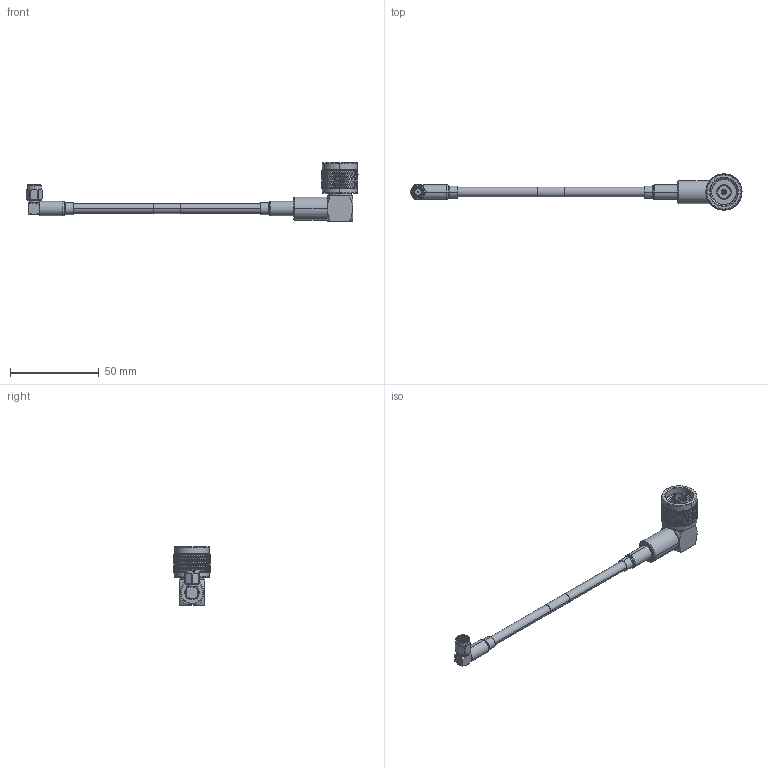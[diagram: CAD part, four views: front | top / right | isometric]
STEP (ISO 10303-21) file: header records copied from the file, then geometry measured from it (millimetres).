
FILE_DESCRIPTION (( 'STEP AP203' ), '1' );
FILE_NAME ('FMCA2735.STEP', '2022-03-09T18:20:08', ( '' ), ( '' ), 'SwSTEP 2.0', 'SolidWorks 2021', '' );
FILE_SCHEMA (( 'CONFIG_CONTROL_DESIGN' ));
Length unit declared in the file: millimetre
Products named in the file (5): RG223_with label; FMCN1384; FMCA2735; SC6050; CA-240-MA1_.75" Long
Assembly tree (5 placements, depth 2):
  FMCA2735
    RG223_with label
    FMCN1384
    SC6050
    CA-240-MA1_.75" Long  x2
Bounding box: 186.93 x 20.32 x 32.95 mm (x, y, z)
Volume: 13242.7 mm3; surface area: 11730.8 mm2
Topology: 9 solids, 9 shells, 6353 faces, 13439 edges, 7126 vertices
Faces by surface type: bspline 4721, cylinder 1215, plane 330, cone 65, torus 22
Entity records: 300922 total; most frequent: CARTESIAN_POINT 218636, ORIENTED_EDGE 26786, EDGE_CURVE 13393, VERTEX_POINT 7102, EDGE_LOOP 6363, ADVANCED_FACE 6331, FACE_OUTER_BOUND 6331, B_SPLINE_CURVE_WITH_KNOTS 5310
